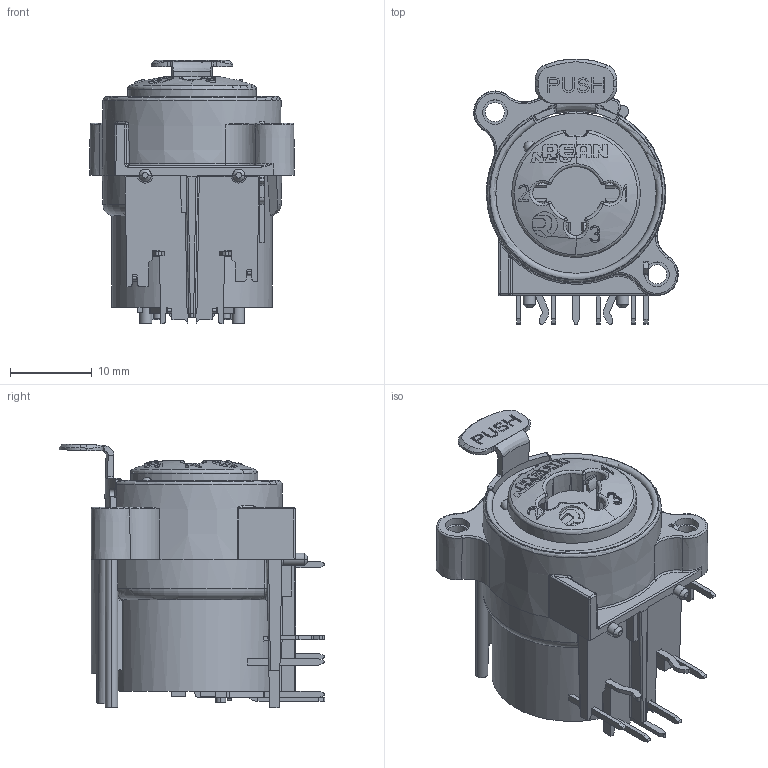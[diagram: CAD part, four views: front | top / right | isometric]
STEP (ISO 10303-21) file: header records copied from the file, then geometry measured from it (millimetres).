
FILE_DESCRIPTION((''),'2;1');
FILE_NAME('30013034','2025-12-26T10:37:11',('jun.zhang'),(''),'CREO PARAMETRIC BY PTC INC, 2023424','CREO PARAMETRIC BY PTC INC, 2023424','');
FILE_SCHEMA(('AUTOMOTIVE_DESIGN { 1 0 10303 214 1 1 1 1 }'));
Length unit declared in the file: millimetre
Products named in the file (1): 30013034
Bounding box: 25 x 32.44 x 32.22 mm (x, y, z)
Volume: 9999 mm3; surface area: 5063.9 mm2
Topology: 1 solids, 3 shells, 1122 faces, 3288 edges, 2157 vertices
Faces by surface type: plane 688, cylinder 251, bspline 64, cone 59, sphere 36, torus 24
Entity records: 43799 total; most frequent: CARTESIAN_POINT 12951, ORIENTED_EDGE 6540, DIRECTION 5560, EDGE_CURVE 3270, VERTEX_POINT 2157, AXIS2_PLACEMENT_3D 1912, VECTOR 1736, LINE 1736
